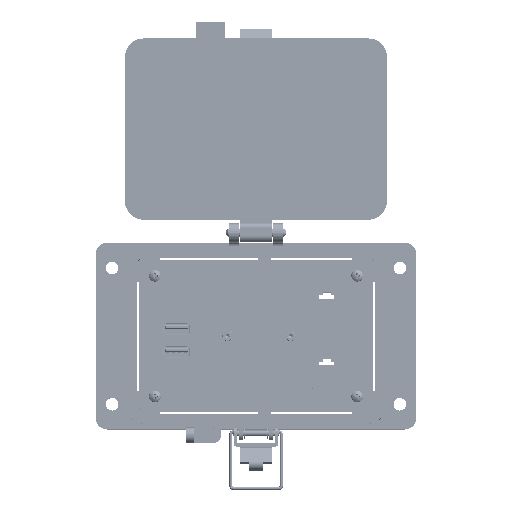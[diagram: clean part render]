
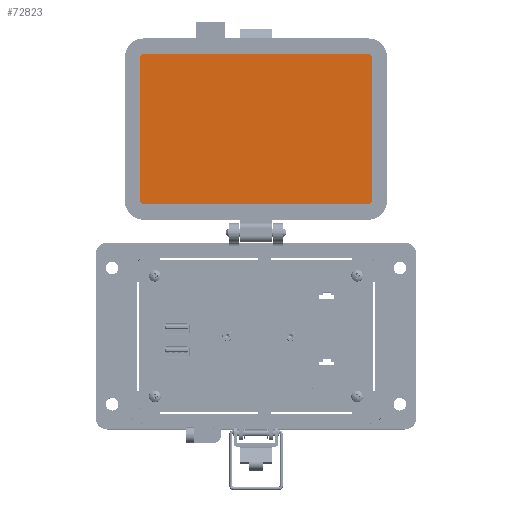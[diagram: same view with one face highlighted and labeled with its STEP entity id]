
A CAD part, top view. The second image highlights one B-rep face of the part: STEP entity #72823.
In plain terms, the highlighted planar face has unit normal (0, 0, 1).
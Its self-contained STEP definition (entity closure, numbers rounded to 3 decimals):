
#149 = EDGE_CURVE ( 'NONE', #164124, #122927, #7696, .T. ) ;
#1064 = DIRECTION ( 'NONE',  ( 0., -1., 0. ) ) ;
#1701 = LINE ( 'NONE', #112728, #35763 ) ;
#2626 = EDGE_CURVE ( 'NONE', #122927, #108469, #33128, .T. ) ;
#4393 = EDGE_CURVE ( 'NONE', #121633, #164124, #6601, .T. ) ;
#6601 = LINE ( 'NONE', #45800, #70828 ) ;
#7696 = CIRCLE ( 'NONE', #43417, 1.785 ) ;
#8938 = CARTESIAN_POINT ( 'NONE',  ( 59.502, 69.55, 8.694 ) ) ;
#9310 = ORIENTED_EDGE ( 'NONE', *, *, #20978, .F. ) ;
#10479 = EDGE_CURVE ( 'NONE', #121808, #162655, #1701, .T. ) ;
#11979 = AXIS2_PLACEMENT_3D ( 'NONE', #64853, #141745, #26716 ) ;
#12406 = ORIENTED_EDGE ( 'NONE', *, *, #149, .F. ) ;
#13460 = CARTESIAN_POINT ( 'NONE',  ( -30.745, 145.119, 8.694 ) ) ;
#18779 = CARTESIAN_POINT ( 'NONE',  ( 57.717, 145.119, 8.694 ) ) ;
#20978 = EDGE_CURVE ( 'NONE', #86287, #121808, #24295, .T. ) ;
#24295 = CIRCLE ( 'NONE', #11979, 1.785 ) ;
#25022 = AXIS2_PLACEMENT_3D ( 'NONE', #154896, #77952, #1064 ) ;
#26367 = PLANE ( 'NONE',  #146553 ) ;
#26716 = DIRECTION ( 'NONE',  ( 0., -1., 0. ) ) ;
#27255 = EDGE_LOOP ( 'NONE', ( #165168, #130521, #12406, #150387, #133446, #131840, #9310, #106192 ) ) ;
#33128 = LINE ( 'NONE', #35733, #131578 ) ;
#35733 = CARTESIAN_POINT ( 'NONE',  ( -59.505, 143.334, 8.694 ) ) ;
#35763 = VECTOR ( 'NONE', #152111, 1000. ) ;
#43417 = AXIS2_PLACEMENT_3D ( 'NONE', #120226, #133128, #94472 ) ;
#45800 = CARTESIAN_POINT ( 'NONE',  ( -57.72, 67.765, 8.694 ) ) ;
#48142 = CARTESIAN_POINT ( 'NONE',  ( -59.505, 143.334, 8.694 ) ) ;
#50766 = CARTESIAN_POINT ( 'NONE',  ( -57.72, 145.119, 8.694 ) ) ;
#52413 = CIRCLE ( 'NONE', #76187, 1.785 ) ;
#54347 = LINE ( 'NONE', #133592, #152805 ) ;
#57876 = EDGE_CURVE ( 'NONE', #162655, #121633, #52413, .T. ) ;
#64853 = CARTESIAN_POINT ( 'NONE',  ( 57.717, 143.334, 8.694 ) ) ;
#67885 = DIRECTION ( 'NONE',  ( 0., 0., -1. ) ) ;
#69077 = CARTESIAN_POINT ( 'NONE',  ( -57.72, 67.765, 8.694 ) ) ;
#70828 = VECTOR ( 'NONE', #119258, 1000. ) ;
#70997 = FACE_OUTER_BOUND ( 'NONE', #27255, .T. ) ;
#72823 = ADVANCED_FACE ( 'NONE', ( #70997 ), #26367, .T. ) ;
#76187 = AXIS2_PLACEMENT_3D ( 'NONE', #110413, #67885, #117867 ) ;
#77952 = DIRECTION ( 'NONE',  ( 0., 0., -1. ) ) ;
#78032 = DIRECTION ( 'NONE',  ( 0., -1., 0. ) ) ;
#80730 = VERTEX_POINT ( 'NONE', #50766 ) ;
#81258 = CIRCLE ( 'NONE', #25022, 1.785 ) ;
#86287 = VERTEX_POINT ( 'NONE', #18779 ) ;
#94139 = EDGE_CURVE ( 'NONE', #80730, #86287, #54347, .T. ) ;
#94472 = DIRECTION ( 'NONE',  ( 0., -1., 0. ) ) ;
#95512 = CARTESIAN_POINT ( 'NONE',  ( -59.505, 69.55, 8.694 ) ) ;
#106192 = ORIENTED_EDGE ( 'NONE', *, *, #94139, .F. ) ;
#108469 = VERTEX_POINT ( 'NONE', #48142 ) ;
#110413 = CARTESIAN_POINT ( 'NONE',  ( 57.717, 69.55, 8.694 ) ) ;
#112728 = CARTESIAN_POINT ( 'NONE',  ( 59.502, 69.55, 8.694 ) ) ;
#117867 = DIRECTION ( 'NONE',  ( 0., -1., 0. ) ) ;
#119258 = DIRECTION ( 'NONE',  ( -1., 0., 0. ) ) ;
#120226 = CARTESIAN_POINT ( 'NONE',  ( -57.72, 69.55, 8.694 ) ) ;
#121633 = VERTEX_POINT ( 'NONE', #147615 ) ;
#121808 = VERTEX_POINT ( 'NONE', #128376 ) ;
#122927 = VERTEX_POINT ( 'NONE', #95512 ) ;
#128376 = CARTESIAN_POINT ( 'NONE',  ( 59.502, 143.334, 8.694 ) ) ;
#130521 = ORIENTED_EDGE ( 'NONE', *, *, #2626, .F. ) ;
#131578 = VECTOR ( 'NONE', #137004, 1000. ) ;
#131840 = ORIENTED_EDGE ( 'NONE', *, *, #10479, .F. ) ;
#133128 = DIRECTION ( 'NONE',  ( 0., 0., -1. ) ) ;
#133446 = ORIENTED_EDGE ( 'NONE', *, *, #57876, .F. ) ;
#133592 = CARTESIAN_POINT ( 'NONE',  ( 57.717, 145.119, 8.694 ) ) ;
#137004 = DIRECTION ( 'NONE',  ( 0., 1., 0. ) ) ;
#139213 = EDGE_CURVE ( 'NONE', #108469, #80730, #81258, .T. ) ;
#141745 = DIRECTION ( 'NONE',  ( 0., 0., -1. ) ) ;
#146532 = DIRECTION ( 'NONE',  ( 1., 0., 0. ) ) ;
#146553 = AXIS2_PLACEMENT_3D ( 'NONE', #13460, #154977, #78032 ) ;
#147615 = CARTESIAN_POINT ( 'NONE',  ( 57.717, 67.765, 8.694 ) ) ;
#150387 = ORIENTED_EDGE ( 'NONE', *, *, #4393, .F. ) ;
#152111 = DIRECTION ( 'NONE',  ( 0., -1., 0. ) ) ;
#152805 = VECTOR ( 'NONE', #146532, 1000. ) ;
#154896 = CARTESIAN_POINT ( 'NONE',  ( -57.72, 143.334, 8.694 ) ) ;
#154977 = DIRECTION ( 'NONE',  ( 0., 0., 1. ) ) ;
#162655 = VERTEX_POINT ( 'NONE', #8938 ) ;
#164124 = VERTEX_POINT ( 'NONE', #69077 ) ;
#165168 = ORIENTED_EDGE ( 'NONE', *, *, #139213, .F. ) ;
